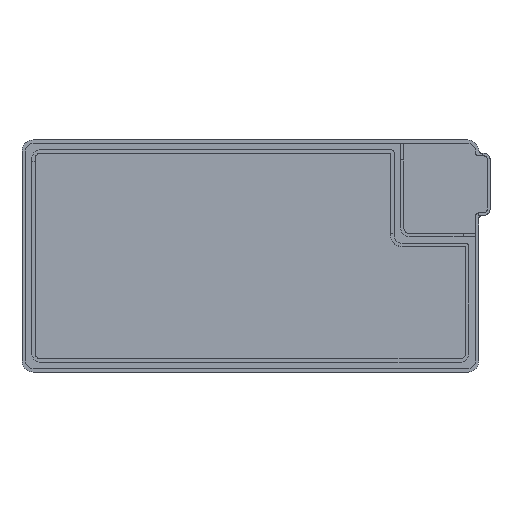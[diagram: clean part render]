
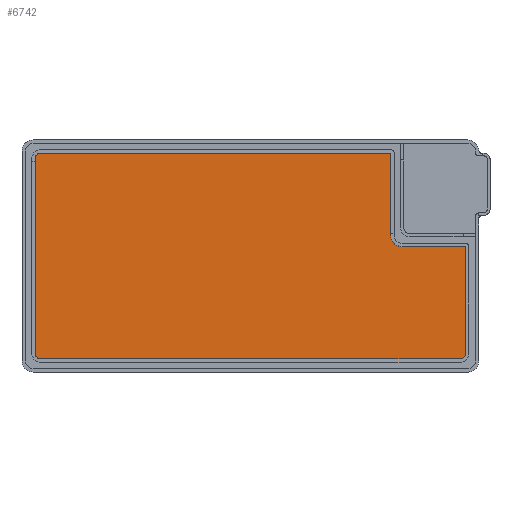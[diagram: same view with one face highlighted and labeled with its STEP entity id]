
A CAD part, top view. The second image highlights one B-rep face of the part: STEP entity #6742.
In plain terms, the highlighted planar face has unit normal (0, 0, 1).
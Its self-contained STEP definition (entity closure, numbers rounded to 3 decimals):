
#6499 = VERTEX_POINT('',#6500);
#6500 = CARTESIAN_POINT('',(-78.183,63.829,-18.25));
#6510 = VERTEX_POINT('',#6511);
#6511 = CARTESIAN_POINT('',(-78.183,-40.171,-18.25));
#6517 = EDGE_CURVE('',#6499,#6510,#6518,.T.);
#6518 = LINE('',#6519,#6520);
#6519 = CARTESIAN_POINT('',(-78.183,63.829,-18.25));
#6520 = VECTOR('',#6521,1.);
#6521 = DIRECTION('',(0.,-1.,0.));
#6533 = EDGE_CURVE('',#6510,#6534,#6536,.T.);
#6534 = VERTEX_POINT('',#6535);
#6535 = CARTESIAN_POINT('',(-75.183,-43.171,-18.25));
#6536 = CIRCLE('',#6537,3.);
#6537 = AXIS2_PLACEMENT_3D('',#6538,#6539,#6540);
#6538 = CARTESIAN_POINT('',(-75.183,-40.171,-18.25));
#6539 = DIRECTION('',(0.,0.,1.));
#6540 = DIRECTION('',(1.,0.,0.));
#6559 = VERTEX_POINT('',#6560);
#6560 = CARTESIAN_POINT('',(148.817,-43.171,-18.25));
#6566 = EDGE_CURVE('',#6534,#6559,#6567,.T.);
#6567 = LINE('',#6568,#6569);
#6568 = CARTESIAN_POINT('',(-75.183,-43.171,-18.25));
#6569 = VECTOR('',#6570,1.);
#6570 = DIRECTION('',(1.,0.,0.));
#6582 = EDGE_CURVE('',#6559,#6583,#6585,.T.);
#6583 = VERTEX_POINT('',#6584);
#6584 = CARTESIAN_POINT('',(151.817,-40.171,-18.25));
#6585 = CIRCLE('',#6586,3.);
#6586 = AXIS2_PLACEMENT_3D('',#6587,#6588,#6589);
#6587 = CARTESIAN_POINT('',(148.817,-40.171,-18.25));
#6588 = DIRECTION('',(0.,0.,1.));
#6589 = DIRECTION('',(1.,0.,0.));
#6608 = VERTEX_POINT('',#6609);
#6609 = CARTESIAN_POINT('',(151.817,16.829,-18.25));
#6615 = EDGE_CURVE('',#6583,#6608,#6616,.T.);
#6616 = LINE('',#6617,#6618);
#6617 = CARTESIAN_POINT('',(151.817,-40.171,-18.25));
#6618 = VECTOR('',#6619,1.);
#6619 = DIRECTION('',(0.,1.,0.));
#6629 = EDGE_CURVE('',#6630,#6608,#6632,.T.);
#6630 = VERTEX_POINT('',#6631);
#6631 = CARTESIAN_POINT('',(117.817,16.829,-18.25));
#6632 = LINE('',#6633,#6634);
#6633 = CARTESIAN_POINT('',(117.817,16.829,-18.25));
#6634 = VECTOR('',#6635,1.);
#6635 = DIRECTION('',(1.,0.,0.));
#6655 = VERTEX_POINT('',#6656);
#6656 = CARTESIAN_POINT('',(111.817,22.829,-18.25));
#6662 = EDGE_CURVE('',#6655,#6630,#6663,.T.);
#6663 = CIRCLE('',#6664,6.);
#6664 = AXIS2_PLACEMENT_3D('',#6665,#6666,#6667);
#6665 = CARTESIAN_POINT('',(117.817,22.829,-18.25));
#6666 = DIRECTION('',(0.,0.,1.));
#6667 = DIRECTION('',(1.,0.,0.));
#6679 = VERTEX_POINT('',#6680);
#6680 = CARTESIAN_POINT('',(111.817,66.829,-18.25));
#6686 = EDGE_CURVE('',#6679,#6655,#6687,.T.);
#6687 = LINE('',#6688,#6689);
#6688 = CARTESIAN_POINT('',(111.817,66.829,-18.25));
#6689 = VECTOR('',#6690,1.);
#6690 = DIRECTION('',(0.,-1.,0.));
#6707 = VERTEX_POINT('',#6708);
#6708 = CARTESIAN_POINT('',(-75.183,66.829,-18.25));
#6714 = EDGE_CURVE('',#6679,#6707,#6715,.T.);
#6715 = LINE('',#6716,#6717);
#6716 = CARTESIAN_POINT('',(111.817,66.829,-18.25));
#6717 = VECTOR('',#6718,1.);
#6718 = DIRECTION('',(-1.,0.,0.));
#6728 = EDGE_CURVE('',#6707,#6499,#6729,.T.);
#6729 = CIRCLE('',#6730,3.);
#6730 = AXIS2_PLACEMENT_3D('',#6731,#6732,#6733);
#6731 = CARTESIAN_POINT('',(-75.183,63.829,-18.25));
#6732 = DIRECTION('',(0.,0.,1.));
#6733 = DIRECTION('',(1.,0.,0.));
#6742 = ADVANCED_FACE('',(#6743),#6755,.T.);
#6743 = FACE_BOUND('',#6744,.T.);
#6744 = EDGE_LOOP('',(#6745,#6746,#6747,#6748,#6749,#6750,#6751,#6752,
    #6753,#6754));
#6745 = ORIENTED_EDGE('',*,*,#6686,.F.);
#6746 = ORIENTED_EDGE('',*,*,#6714,.T.);
#6747 = ORIENTED_EDGE('',*,*,#6728,.T.);
#6748 = ORIENTED_EDGE('',*,*,#6517,.T.);
#6749 = ORIENTED_EDGE('',*,*,#6533,.T.);
#6750 = ORIENTED_EDGE('',*,*,#6566,.T.);
#6751 = ORIENTED_EDGE('',*,*,#6582,.T.);
#6752 = ORIENTED_EDGE('',*,*,#6615,.T.);
#6753 = ORIENTED_EDGE('',*,*,#6629,.F.);
#6754 = ORIENTED_EDGE('',*,*,#6662,.F.);
#6755 = PLANE('',#6756);
#6756 = AXIS2_PLACEMENT_3D('',#6757,#6758,#6759);
#6757 = CARTESIAN_POINT('',(33.716,9.075,-18.25));
#6758 = DIRECTION('',(0.,0.,1.));
#6759 = DIRECTION('',(1.,0.,0.));
